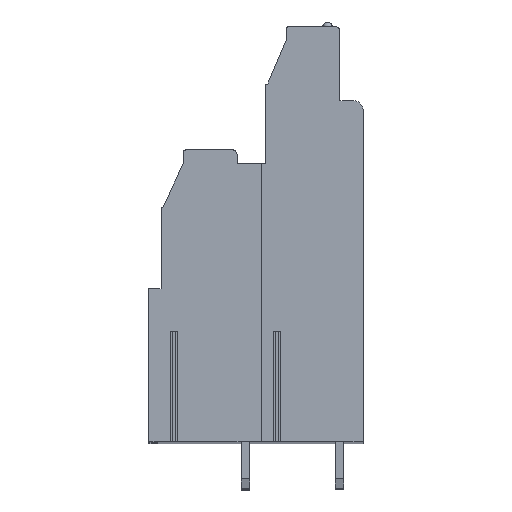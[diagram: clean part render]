
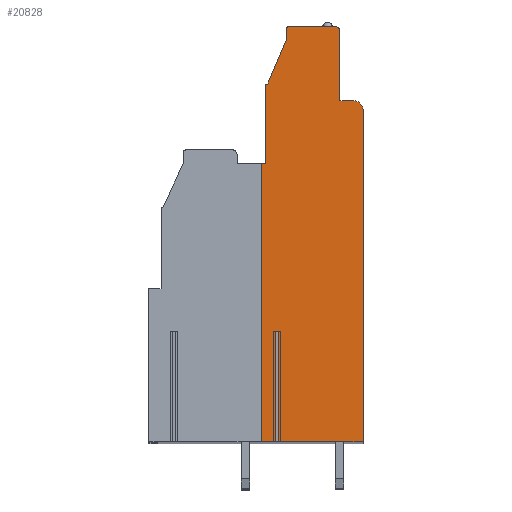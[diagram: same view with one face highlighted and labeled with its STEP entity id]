
A CAD part, top view. The second image highlights one B-rep face of the part: STEP entity #20828.
In plain terms, the highlighted planar face has unit normal (0, 0, 1).
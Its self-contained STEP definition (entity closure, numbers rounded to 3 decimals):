
#13=DIRECTION('',(1.,0.,0.));
#14=VECTOR('',#13,0.38);
#15=CARTESIAN_POINT('',(1.01,-18.05,114.3));
#16=LINE('',#15,#14);
#17=DIRECTION('',(0.,1.,0.));
#18=VECTOR('',#17,11.95);
#19=CARTESIAN_POINT('',(1.01,-30.,114.3));
#20=LINE('',#19,#18);
#21=DIRECTION('',(1.,0.,0.));
#22=VECTOR('',#21,1.51);
#23=CARTESIAN_POINT('',(-0.5,-30.,114.3));
#24=LINE('',#23,#22);
#25=DIRECTION('',(0.,1.,0.));
#26=VECTOR('',#25,30.);
#27=CARTESIAN_POINT('',(-0.5,-30.,114.3));
#28=LINE('',#27,#26);
#29=DIRECTION('',(-1.,0.,0.));
#30=VECTOR('',#29,0.5);
#31=CARTESIAN_POINT('',(0.,0.,114.3));
#32=LINE('',#31,#30);
#33=DIRECTION('',(0.,-1.,0.));
#34=VECTOR('',#33,8.4);
#35=CARTESIAN_POINT('',(0.,8.4,114.3));
#36=LINE('',#35,#34);
#37=CARTESIAN_POINT('',(0.2,8.4,114.3));
#38=DIRECTION('',(0.,0.,1.));
#39=DIRECTION('',(0.,1.,0.));
#40=AXIS2_PLACEMENT_3D('',#37,#38,#39);
#42=DIRECTION('',(-0.392,-0.92,0.));
#43=VECTOR('',#42,5.108);
#44=CARTESIAN_POINT('',(2.2,13.3,114.3));
#45=LINE('',#44,#43);
#46=DIRECTION('',(0.,-1.,0.));
#47=VECTOR('',#46,1.2);
#48=CARTESIAN_POINT('',(2.2,14.5,114.3));
#49=LINE('',#48,#47);
#50=CARTESIAN_POINT('',(2.5,14.5,114.3));
#51=DIRECTION('',(0.,0.,1.));
#52=DIRECTION('',(0.,1.,0.));
#53=AXIS2_PLACEMENT_3D('',#50,#51,#52);
#55=DIRECTION('',(-1.,0.,0.));
#56=VECTOR('',#55,5.);
#57=CARTESIAN_POINT('',(7.5,14.8,114.3));
#58=LINE('',#57,#56);
#59=CARTESIAN_POINT('',(7.5,14.3,114.3));
#60=DIRECTION('',(0.,0.,1.));
#61=DIRECTION('',(1.,0.,0.));
#62=AXIS2_PLACEMENT_3D('',#59,#60,#61);
#64=DIRECTION('',(0.,1.,0.));
#65=VECTOR('',#64,7.5);
#66=CARTESIAN_POINT('',(8.,6.8,114.3));
#67=LINE('',#66,#65);
#68=DIRECTION('',(-1.,0.,0.));
#69=VECTOR('',#68,1.5);
#70=CARTESIAN_POINT('',(9.5,6.8,114.3));
#71=LINE('',#70,#69);
#72=CARTESIAN_POINT('',(9.5,5.8,114.3));
#73=DIRECTION('',(0.,0.,1.));
#74=DIRECTION('',(1.,0.,0.));
#75=AXIS2_PLACEMENT_3D('',#72,#73,#74);
#77=DIRECTION('',(0.,1.,0.));
#78=VECTOR('',#77,35.8);
#79=CARTESIAN_POINT('',(10.5,-30.,114.3));
#80=LINE('',#79,#78);
#81=DIRECTION('',(1.,0.,0.));
#82=VECTOR('',#81,9.11);
#83=CARTESIAN_POINT('',(1.39,-30.,114.3));
#84=LINE('',#83,#82);
#85=DIRECTION('',(0.,1.,0.));
#86=VECTOR('',#85,11.95);
#87=CARTESIAN_POINT('',(1.39,-30.,114.3));
#88=LINE('',#87,#86);
#16023=CARTESIAN_POINT('',(10.5,-30.,114.3));
#16024=CARTESIAN_POINT('',(10.5,5.8,114.3));
#16025=VERTEX_POINT('',#16023);
#16026=VERTEX_POINT('',#16024);
#16027=CARTESIAN_POINT('',(9.5,6.8,114.3));
#16028=VERTEX_POINT('',#16027);
#16029=CARTESIAN_POINT('',(8.,6.8,114.3));
#16030=VERTEX_POINT('',#16029);
#16031=CARTESIAN_POINT('',(8.,14.3,114.3));
#16032=VERTEX_POINT('',#16031);
#16033=CARTESIAN_POINT('',(7.5,14.8,114.3));
#16034=VERTEX_POINT('',#16033);
#16035=CARTESIAN_POINT('',(2.5,14.8,114.3));
#16036=VERTEX_POINT('',#16035);
#16037=CARTESIAN_POINT('',(2.2,14.5,114.3));
#16038=VERTEX_POINT('',#16037);
#16039=CARTESIAN_POINT('',(2.2,13.3,114.3));
#16040=VERTEX_POINT('',#16039);
#16041=CARTESIAN_POINT('',(0.2,8.6,114.3));
#16042=VERTEX_POINT('',#16041);
#16043=CARTESIAN_POINT('',(0.,8.4,114.3));
#16044=VERTEX_POINT('',#16043);
#16045=CARTESIAN_POINT('',(0.,0.,114.3));
#16046=VERTEX_POINT('',#16045);
#16071=CARTESIAN_POINT('',(-0.5,-30.,114.3));
#16072=CARTESIAN_POINT('',(-0.5,0.,114.3));
#16073=VERTEX_POINT('',#16071);
#16074=VERTEX_POINT('',#16072);
#16155=CARTESIAN_POINT('',(1.01,-18.05,114.3));
#16156=CARTESIAN_POINT('',(1.39,-18.05,114.3));
#16157=VERTEX_POINT('',#16155);
#16158=VERTEX_POINT('',#16156);
#16159=CARTESIAN_POINT('',(1.01,-30.,114.3));
#16160=VERTEX_POINT('',#16159);
#16161=CARTESIAN_POINT('',(1.39,-30.,114.3));
#16162=VERTEX_POINT('',#16161);
#20785=CARTESIAN_POINT('',(0.,0.,114.3));
#20786=DIRECTION('',(0.,0.,1.));
#20787=DIRECTION('',(1.,0.,0.));
#20788=AXIS2_PLACEMENT_3D('',#20785,#20786,#20787);
#20789=PLANE('',#20788);
#20791=ORIENTED_EDGE('',*,*,#20790,.F.);
#20793=ORIENTED_EDGE('',*,*,#20792,.F.);
#20795=ORIENTED_EDGE('',*,*,#20794,.F.);
#20797=ORIENTED_EDGE('',*,*,#20796,.T.);
#20799=ORIENTED_EDGE('',*,*,#20798,.F.);
#20801=ORIENTED_EDGE('',*,*,#20800,.F.);
#20803=ORIENTED_EDGE('',*,*,#20802,.F.);
#20805=ORIENTED_EDGE('',*,*,#20804,.F.);
#20807=ORIENTED_EDGE('',*,*,#20806,.F.);
#20809=ORIENTED_EDGE('',*,*,#20808,.F.);
#20811=ORIENTED_EDGE('',*,*,#20810,.F.);
#20813=ORIENTED_EDGE('',*,*,#20812,.F.);
#20815=ORIENTED_EDGE('',*,*,#20814,.F.);
#20817=ORIENTED_EDGE('',*,*,#20816,.F.);
#20819=ORIENTED_EDGE('',*,*,#20818,.F.);
#20821=ORIENTED_EDGE('',*,*,#20820,.F.);
#20823=ORIENTED_EDGE('',*,*,#20822,.F.);
#20825=ORIENTED_EDGE('',*,*,#20824,.T.);
#20826=EDGE_LOOP('',(#20791,#20793,#20795,#20797,#20799,#20801,#20803,#20805,
#20807,#20809,#20811,#20813,#20815,#20817,#20819,#20821,#20823,#20825));
#20827=FACE_OUTER_BOUND('',#20826,.F.);
#41=CIRCLE('',#40,0.2);
#54=CIRCLE('',#53,0.3);
#63=CIRCLE('',#62,0.5);
#76=CIRCLE('',#75,1.);
#20790=EDGE_CURVE('',#16157,#16158,#16,.T.);
#20792=EDGE_CURVE('',#16160,#16157,#20,.T.);
#20794=EDGE_CURVE('',#16073,#16160,#24,.T.);
#20796=EDGE_CURVE('',#16073,#16074,#28,.T.);
#20798=EDGE_CURVE('',#16046,#16074,#32,.T.);
#20800=EDGE_CURVE('',#16044,#16046,#36,.T.);
#20802=EDGE_CURVE('',#16042,#16044,#41,.T.);
#20804=EDGE_CURVE('',#16040,#16042,#45,.T.);
#20806=EDGE_CURVE('',#16038,#16040,#49,.T.);
#20808=EDGE_CURVE('',#16036,#16038,#54,.T.);
#20810=EDGE_CURVE('',#16034,#16036,#58,.T.);
#20812=EDGE_CURVE('',#16032,#16034,#63,.T.);
#20814=EDGE_CURVE('',#16030,#16032,#67,.T.);
#20816=EDGE_CURVE('',#16028,#16030,#71,.T.);
#20818=EDGE_CURVE('',#16026,#16028,#76,.T.);
#20820=EDGE_CURVE('',#16025,#16026,#80,.T.);
#20822=EDGE_CURVE('',#16162,#16025,#84,.T.);
#20824=EDGE_CURVE('',#16162,#16158,#88,.T.);
#20828=ADVANCED_FACE('',(#20827),#20789,.T.);
